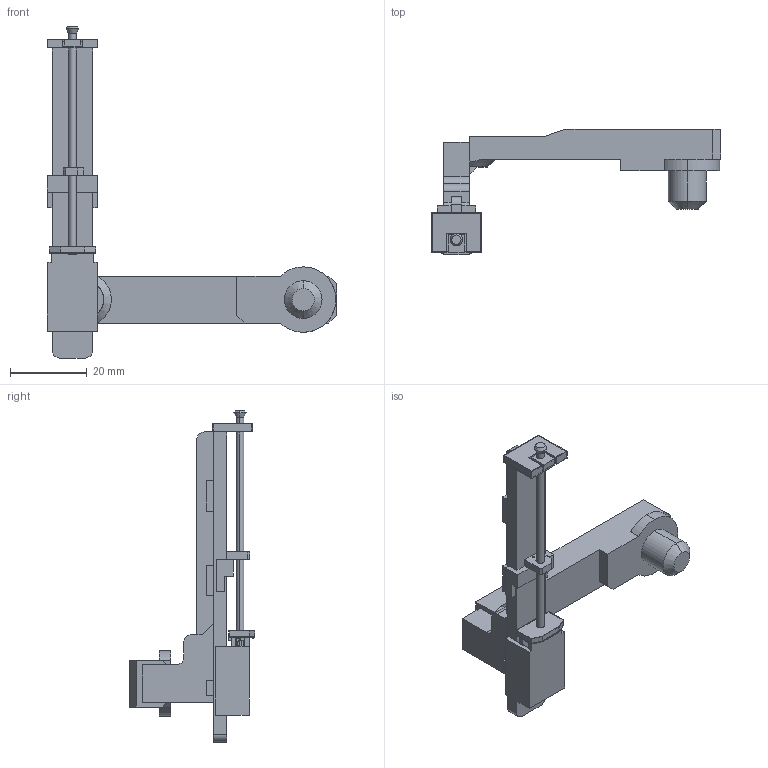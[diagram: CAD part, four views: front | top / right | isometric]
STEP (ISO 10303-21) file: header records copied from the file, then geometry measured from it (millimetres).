
FILE_DESCRIPTION (( 'STEP AP214' ), '1' );
FILE_NAME ('Maquette 3D HF 2021-Déboucheuse.STEP', '2023-05-25T07:50:02', ( '' ), ( '' ), 'SwSTEP 2.0', 'SolidWorks 2021', '' );
FILE_SCHEMA (( 'AUTOMOTIVE_DESIGN' ));
Length unit declared in the file: millimetre
Products named in the file (1): Maquette 3D HF 2021-Déboucheuse
Bounding box: 75.17 x 32.62 x 86.32 mm (x, y, z)
Volume: 15002 mm3; surface area: 9408.3 mm2
Topology: 12 solids, 12 shells, 362 faces, 955 edges, 619 vertices
Faces by surface type: plane 255, cylinder 65, torus 23, cone 19
Entity records: 14423 total; most frequent: CARTESIAN_POINT 2222, ORIENTED_EDGE 1910, DIRECTION 1826, EDGE_CURVE 955, VECTOR 720, LINE 720, VERTEX_POINT 619, AXIS2_PLACEMENT_3D 553
